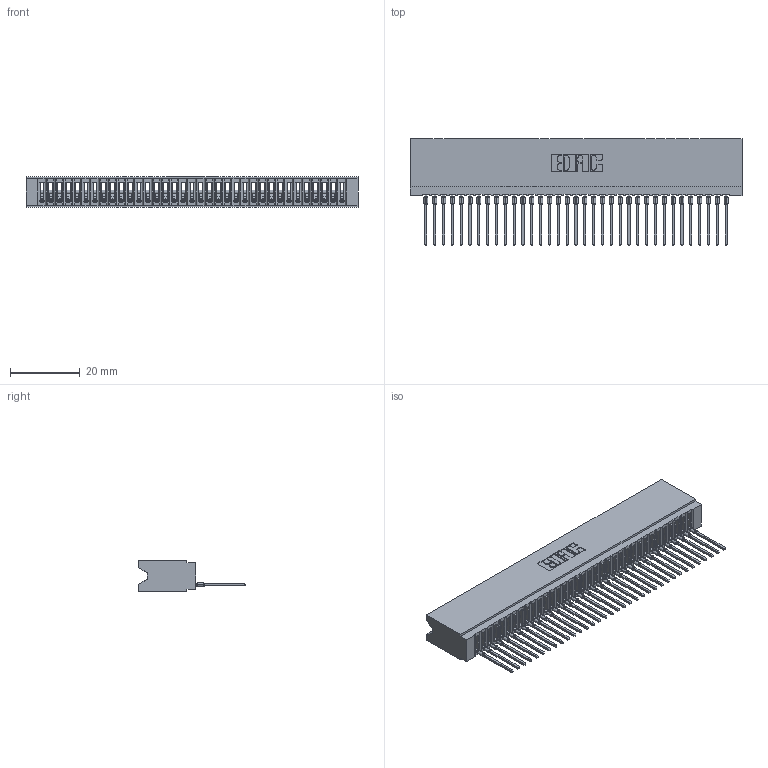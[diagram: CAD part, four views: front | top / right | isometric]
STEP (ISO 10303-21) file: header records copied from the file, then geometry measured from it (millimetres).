
FILE_DESCRIPTION (( 'STEP AP203' ), '1' );
FILE_NAME ('745-035-545-106.STEP', '2026-02-25T18:26:48', ( '' ), ( '' ), 'SwSTEP 2.0', 'SolidWorks 2023', '' );
FILE_SCHEMA (( 'CONFIG_CONTROL_DESIGN' ));
Length unit declared in the file: millimetre
Products named in the file (3): 745-035-545-106; 745-292-001_545; 745 Part_Insulator Option - 06
Assembly tree (36 placements, depth 2):
  745-035-545-106
    745 Part_Insulator Option - 06
    745-292-001_545  x35
Bounding box: 95.5 x 30.62 x 8.89 mm (x, y, z)
Volume: 8400.7 mm3; surface area: 16055.6 mm2
Topology: 36 solids, 36 shells, 4016 faces, 11040 edges, 6962 vertices
Faces by surface type: plane 2401, cylinder 705, bspline 700, torus 210
Entity records: 58779 total; most frequent: CARTESIAN_POINT 10859, ORIENTED_EDGE 10316, DIRECTION 8948, EDGE_CURVE 5158, LINE 4766, VECTOR 4766, VERTEX_POINT 3290, AXIS2_PLACEMENT_3D 2091
